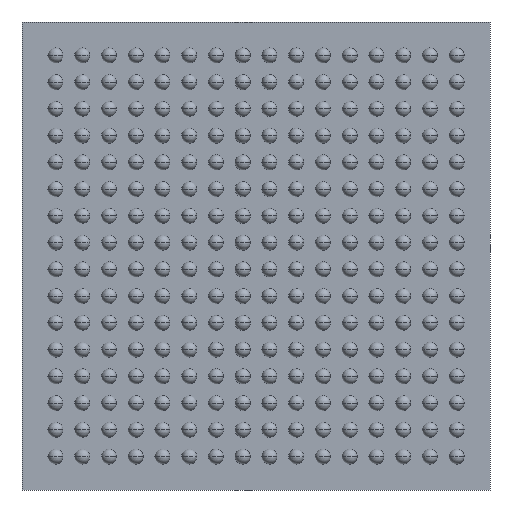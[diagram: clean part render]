
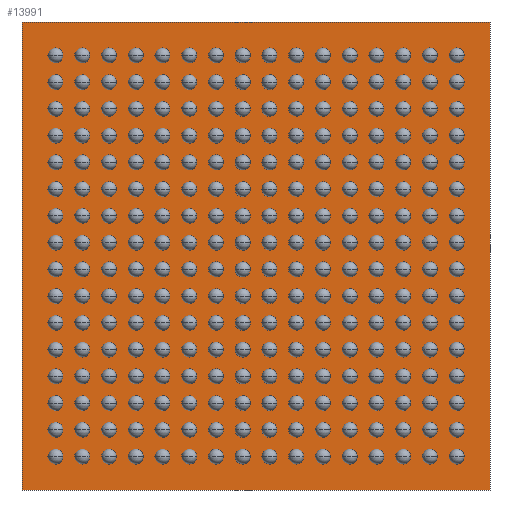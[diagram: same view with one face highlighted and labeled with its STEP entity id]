
A CAD part, front view. The second image highlights one B-rep face of the part: STEP entity #13991.
In plain terms, the highlighted planar face has unit normal (0, -1, 0).
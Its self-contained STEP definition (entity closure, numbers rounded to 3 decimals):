
#13844 = CARTESIAN_POINT ( 'NONE',  ( 7., 0.36, 7. ) ) ;
#13845 = VERTEX_POINT ( 'NONE', #13844 ) ;
#13846 = CARTESIAN_POINT ( 'NONE',  ( 7., 0.36, -7. ) ) ;
#13847 = VERTEX_POINT ( 'NONE', #13846 ) ;
#13848 = CARTESIAN_POINT ( 'NONE',  ( 7., 0.36, 7. ) ) ;
#13849 = DIRECTION ( 'NONE',  ( 0., 0., -1. ) ) ;
#13850 = VECTOR ( 'NONE', #13849, 1000. ) ;
#13851 = LINE ( 'NONE', #13848, #13850 ) ;
#13852 = EDGE_CURVE ( 'NONE', #13845, #13847, #13851, .T. ) ;
#13884 = CARTESIAN_POINT ( 'NONE',  ( -7., 0.36, -7. ) ) ;
#13885 = VERTEX_POINT ( 'NONE', #13884 ) ;
#13886 = CARTESIAN_POINT ( 'NONE',  ( -7., 0.36, -7. ) ) ;
#13887 = DIRECTION ( 'NONE',  ( -1., 0., 0. ) ) ;
#13888 = VECTOR ( 'NONE', #13887, 1000. ) ;
#13889 = LINE ( 'NONE', #13886, #13888 ) ;
#13890 = EDGE_CURVE ( 'NONE', #13847, #13885, #13889, .T. ) ;
#13915 = CARTESIAN_POINT ( 'NONE',  ( -7., 0.36, 7. ) ) ;
#13916 = VERTEX_POINT ( 'NONE', #13915 ) ;
#13917 = CARTESIAN_POINT ( 'NONE',  ( -7., 0.36, 7. ) ) ;
#13918 = DIRECTION ( 'NONE',  ( 0., 0., 1. ) ) ;
#13919 = VECTOR ( 'NONE', #13918, 1000. ) ;
#13920 = LINE ( 'NONE', #13917, #13919 ) ;
#13921 = EDGE_CURVE ( 'NONE', #13885, #13916, #13920, .T. ) ;
#13946 = CARTESIAN_POINT ( 'NONE',  ( -7., 0.36, 7. ) ) ;
#13947 = DIRECTION ( 'NONE',  ( 1., 0., 0. ) ) ;
#13948 = VECTOR ( 'NONE', #13947, 1000. ) ;
#13949 = LINE ( 'NONE', #13946, #13948 ) ;
#13950 = EDGE_CURVE ( 'NONE', #13916, #13845, #13949, .T. ) ;
#13980 = ORIENTED_EDGE ( 'NONE', *, *, #13852, .F. ) ;
#13981 = ORIENTED_EDGE ( 'NONE', *, *, #13950, .F. ) ;
#13982 = ORIENTED_EDGE ( 'NONE', *, *, #13921, .F. ) ;
#13983 = ORIENTED_EDGE ( 'NONE', *, *, #13890, .F. ) ;
#13984 = EDGE_LOOP ( 'NONE', ( #13980, #13981, #13982, #13983 ) ) ;
#13985 = FACE_OUTER_BOUND ( 'NONE', #13984, .T. ) ;
#13986 = CARTESIAN_POINT ( 'NONE',  ( 0., 0.36, 0. ) ) ;
#13987 = DIRECTION ( 'NONE',  ( 0., -1., 0. ) ) ;
#13988 = DIRECTION ( 'NONE',  ( 0., 0., -1. ) ) ;
#13989 = AXIS2_PLACEMENT_3D ( 'NONE', #13986, #13987, #13988 ) ;
#13990 = PLANE ( 'NONE', #13989 ) ;
#13991 = ADVANCED_FACE ( 'NONE', ( #13985 ), #13990, .T. ) ;
